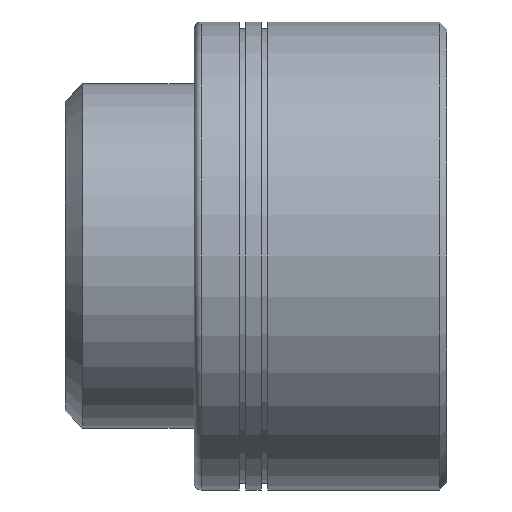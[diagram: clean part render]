
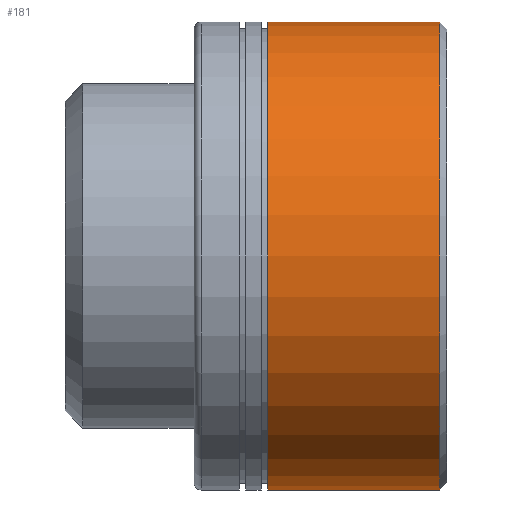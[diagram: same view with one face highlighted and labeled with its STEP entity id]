
A CAD part, front view. The second image highlights one B-rep face of the part: STEP entity #181.
In plain terms, the highlighted cylindrical face has radius 2.78 mm (diameter 5.56 mm), a partial arc.
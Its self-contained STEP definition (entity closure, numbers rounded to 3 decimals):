
#81=CARTESIAN_POINT('POINT7',(2.402,0.,
   -2.78));
#82=VERTEX_POINT('VERTEX7',#81);
#83=CARTESIAN_POINT('POINT8',(2.402,0.,
   2.78));
#84=VERTEX_POINT('VERTEX8',#83);
#85=CARTESIAN_POINT('POS8',(2.402,0.,0.))
   ;
#86=DIRECTION('DIR13',(-1.,0.,0.));
#87=DIRECTION('DIR14',(0.,0.,-1.));
#88=AXIS2_PLACEMENT_3D('AXIS6',#85,#86,#87);
#89=CIRCLE('ELLIPSE4',#88,2.78);
#90=EDGE_CURVE('EDGE9',#82,#84,#89,.T.);
#142=CARTESIAN_POINT('POINT11',(4.447,0.,
   -2.78));
#143=VERTEX_POINT('VERTEX11',#142);
#144=CARTESIAN_POINT('POS14',(3.424,0.,
   -2.78));
#145=DIRECTION('DIR23',(-1.,0.,0.));
#146=VECTOR('VEC5',#145,1.);
#147=LINE('STRAIGHT5',#144,#146);
#148=EDGE_CURVE('EDGE15',#143,#82,#147,.T.);
#151=CARTESIAN_POINT('POINT12',(4.447,0.,
   2.78));
#152=VERTEX_POINT('VERTEX12',#151);
#153=CARTESIAN_POINT('POS15',(3.424,0.,
   2.78));
#154=DIRECTION('DIR24',(1.,0.,0.));
#155=VECTOR('VEC6',#154,1.);
#156=LINE('STRAIGHT6',#153,#155);
#157=EDGE_CURVE('EDGE16',#84,#152,#156,.T.);
#159=CARTESIAN_POINT('POS16',(4.447,0.,0.
   ));
#160=DIRECTION('DIR25',(-1.,0.,0.));
#161=DIRECTION('DIR26',(0.,0.,-1.));
#162=AXIS2_PLACEMENT_3D('AXIS10',#159,#160,#161);
#163=CIRCLE('ELLIPSE6',#162,2.78);
#168=CARTESIAN_POINT('POS17',(3.424,0.,
   0.));
#169=DIRECTION('DIR27',(-1.,0.,0.));
#170=DIRECTION('DIR28',(0.,0.,-1.));
#171=AXIS2_PLACEMENT_3D('AXIS11',#168,#169,#170);
#172=CYLINDRICAL_SURFACE('CONE_SURF3',#171,2.78);
#174=ORIENTED_EDGE('COEDGE29',*,*,#148,.F.);
#175=EDGE_CURVE('EDGE18',#143,#152,#163,.T.);
#176=ORIENTED_EDGE('COEDGE30',*,*,#175,.T.);
#177=ORIENTED_EDGE('COEDGE31',*,*,#157,.F.);
#178=ORIENTED_EDGE('COEDGE32',*,*,#90,.F.);
#179=EDGE_LOOP('NONE',(#174,#176,#177,#178));
#180=FACE_BOUND('LOOP1',#179,.T.);
#181=ADVANCED_FACE('FACE8',(#180),#172,.T.);
